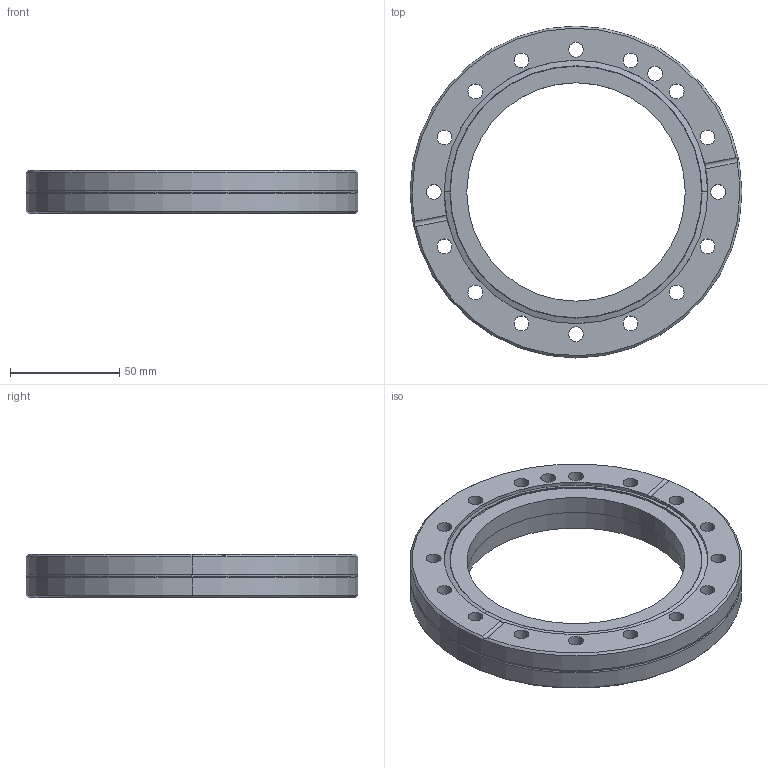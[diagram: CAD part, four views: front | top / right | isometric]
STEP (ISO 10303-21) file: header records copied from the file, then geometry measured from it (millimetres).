
FILE_DESCRIPTION (( 'STEP AP214' ), '1' );
FILE_NAME ('480FAN100-104-G.step', '2017-07-07T10:07:36', ( 'install' ), ( '' ), 'SwSTEP 2.0', 'SolidWorks 2015', '' );
FILE_SCHEMA (( 'AUTOMOTIVE_DESIGN' ));
Length unit declared in the file: millimetre
Products named in the file (1): 480FAN100-104-G
Bounding box: 152 x 152 x 19.8 mm (x, y, z)
Volume: 179664.4 mm3; surface area: 42287 mm2
Topology: 1 solids, 1 shells, 65 faces, 170 edges, 108 vertices
Faces by surface type: cylinder 46, cone 8, torus 6, plane 5
Entity records: 2582 total; most frequent: DIRECTION 408, CARTESIAN_POINT 408, ORIENTED_EDGE 340, AXIS2_PLACEMENT_3D 176, EDGE_CURVE 170, CIRCLE 110, VERTEX_POINT 108, EDGE_LOOP 102
